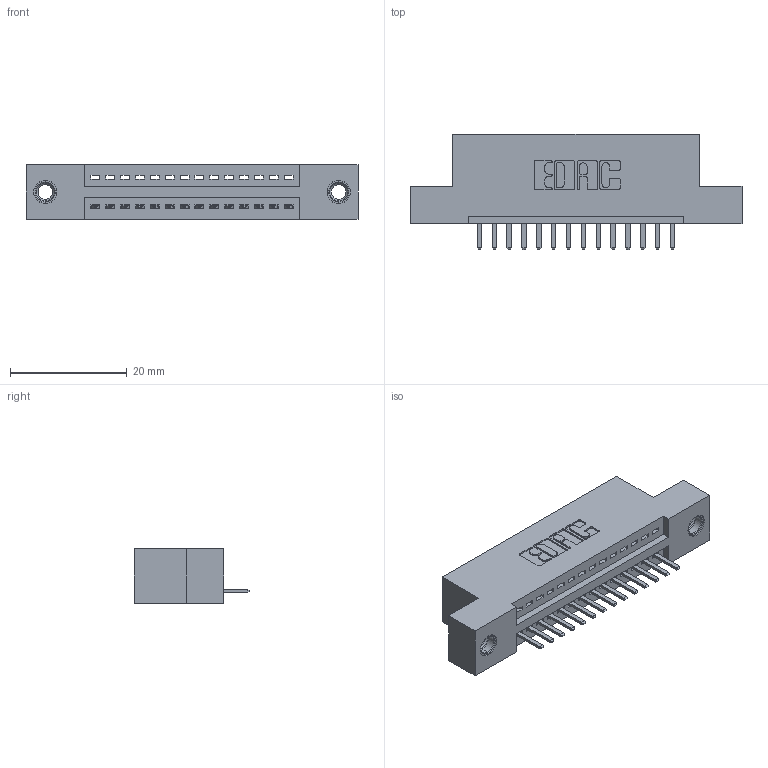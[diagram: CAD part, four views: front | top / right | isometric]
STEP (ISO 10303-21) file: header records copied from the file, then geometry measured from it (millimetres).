
FILE_DESCRIPTION (( 'STEP AP203' ), '1' );
FILE_NAME ('395-014-520-107.STEP', '2019-10-16T03:43:23', ( '' ), ( '' ), 'SwSTEP 2.0', 'SolidWorks 2016', '' );
FILE_SCHEMA (( 'CONFIG_CONTROL_DESIGN' ));
Length unit declared in the file: inch
Products named in the file (4): 345 Part_Flush Mounting Lugs - 0.156 Dia-TI; 345-292-001_345-293-120; 395-014-520-107; 345-250-001_345-250-005-103
Assembly tree (17 placements, depth 2):
  395-014-520-107
    345 Part_Flush Mounting Lugs - 0.156 Dia-TI
    345-292-001_345-293-120  x14
    345-250-001_345-250-005-103  x2
Bounding box: 56.77 x 19.68 x 9.4 mm (x, y, z)
Volume: 5108.8 mm3; surface area: 6309.4 mm2
Topology: 17 solids, 17 shells, 1054 faces, 3053 edges, 1990 vertices
Faces by surface type: plane 700, cylinder 338, cone 12, torus 4
Entity records: 15606 total; most frequent: CARTESIAN_POINT 2697, ORIENTED_EDGE 2626, DIRECTION 2411, EDGE_CURVE 1313, VECTOR 1101, LINE 1101, VERTEX_POINT 868, AXIS2_PLACEMENT_3D 655
